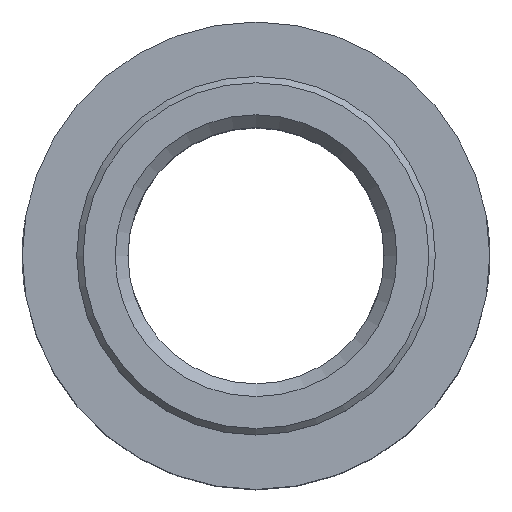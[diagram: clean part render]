
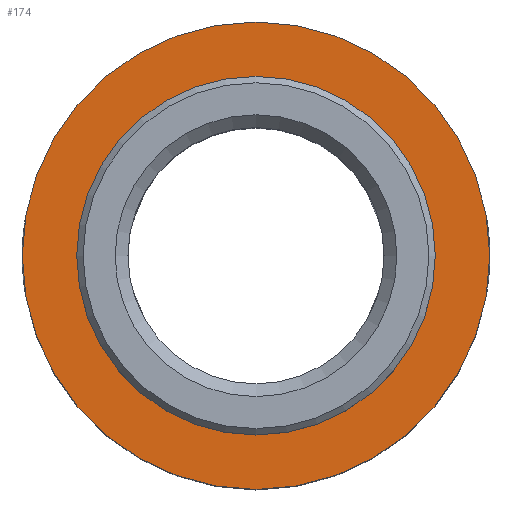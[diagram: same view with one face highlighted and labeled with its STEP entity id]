
A CAD part, top view. The second image highlights one B-rep face of the part: STEP entity #174.
In plain terms, the highlighted planar face has unit normal (0, 0, 1).
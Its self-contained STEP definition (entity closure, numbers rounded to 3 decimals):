
#174=ADVANCED_FACE('',(#262,#263),#264,.T.);
#262=FACE_OUTER_BOUND('',#326,.T.);
#263=FACE_BOUND('',#327,.T.);
#264=PLANE('',#328);
#326=EDGE_LOOP('',(#400));
#327=EDGE_LOOP('',(#401));
#328=AXIS2_PLACEMENT_3D('',#402,#403,#404);
#400=ORIENTED_EDGE('',*,*,#450,.F.);
#401=ORIENTED_EDGE('',*,*,#452,.F.);
#402=CARTESIAN_POINT('',(0.0,0.0,10.5));
#403=DIRECTION('',(0.0,0.0,1.0));
#404=DIRECTION('',(1.0,0.0,0.0));
#450=EDGE_CURVE('',#491,#491,#492,.F.);
#452=EDGE_CURVE('',#494,#494,#495,.T.);
#491=VERTEX_POINT('',#775);
#492=CIRCLE('',#776,18.25);
#494=VERTEX_POINT('',#778);
#495=CIRCLE('',#779,14.0);
#775=CARTESIAN_POINT('',(18.25,0.,10.5));
#776=AXIS2_PLACEMENT_3D('',#811,#812,#813);
#778=CARTESIAN_POINT('',(14.0,0.0,10.5));
#779=AXIS2_PLACEMENT_3D('',#814,#815,#816);
#811=CARTESIAN_POINT('',(0.0,0.0,10.5));
#812=DIRECTION('',(0.0,0.0,1.0));
#813=DIRECTION('',(1.0,0.0,0.0));
#814=CARTESIAN_POINT('',(0.0,0.0,10.5));
#815=DIRECTION('',(0.0,0.0,1.0));
#816=DIRECTION('',(1.0,0.0,0.0));
